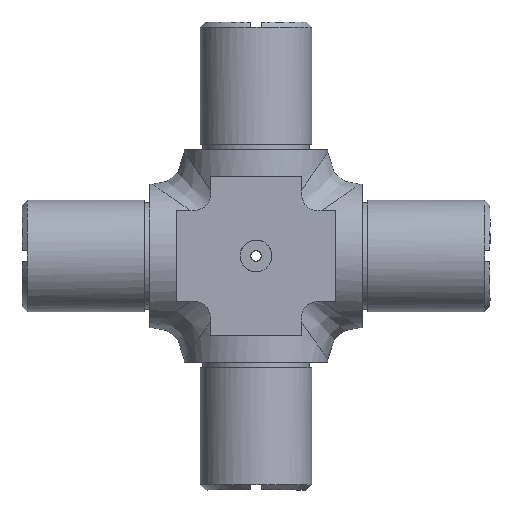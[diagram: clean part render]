
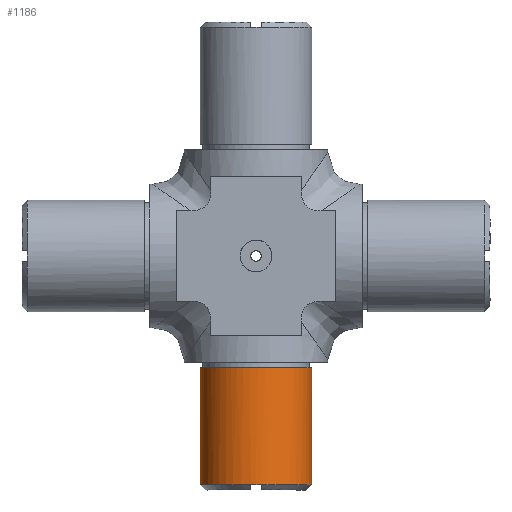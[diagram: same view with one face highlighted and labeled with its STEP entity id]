
A CAD part, front view. The second image highlights one B-rep face of the part: STEP entity #1186.
In plain terms, the highlighted free-form (B-spline) face has degree [2, 1] with [9, 2] control points.
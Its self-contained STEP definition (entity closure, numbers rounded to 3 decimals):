
#384 = VERTEX_POINT('',#385);
#385 = CARTESIAN_POINT('',(1.459,15.255,
    -62.758));
#406 = VERTEX_POINT('',#407);
#407 = CARTESIAN_POINT('',(1.459,-15.255,
    -62.758));
#428 = EDGE_CURVE('',#406,#429,#431,.T.);
#429 = VERTEX_POINT('',#430);
#430 = CARTESIAN_POINT('',(-1.459,-15.255,
    -62.758));
#431 = ( BOUNDED_CURVE() B_SPLINE_CURVE(2,(#432,#433,#434),
.UNSPECIFIED.,.F.,.F.) B_SPLINE_CURVE_WITH_KNOTS((3,3),(1.475,
1.666),.PIECEWISE_BEZIER_KNOTS.) CURVE() 
GEOMETRIC_REPRESENTATION_ITEM() RATIONAL_B_SPLINE_CURVE((1.,
0.995,1.)) REPRESENTATION_ITEM('') );
#432 = CARTESIAN_POINT('',(1.459,-15.255,
    -62.758));
#433 = CARTESIAN_POINT('',(0.,-15.395,
    -62.758));
#434 = CARTESIAN_POINT('',(-1.459,-15.255,
    -62.758));
#451 = VERTEX_POINT('',#452);
#452 = CARTESIAN_POINT('',(-1.459,15.255,
    -62.758));
#457 = EDGE_CURVE('',#451,#384,#458,.T.);
#458 = ( BOUNDED_CURVE() B_SPLINE_CURVE(2,(#459,#460,#461),
.UNSPECIFIED.,.F.,.F.) B_SPLINE_CURVE_WITH_KNOTS((3,3),(4.617,
4.808),.PIECEWISE_BEZIER_KNOTS.) CURVE() 
GEOMETRIC_REPRESENTATION_ITEM() RATIONAL_B_SPLINE_CURVE((1.,
0.995,1.)) REPRESENTATION_ITEM('') );
#459 = CARTESIAN_POINT('',(-1.459,15.255,
    -62.758));
#460 = CARTESIAN_POINT('',(0.,15.395,
    -62.758));
#461 = CARTESIAN_POINT('',(1.459,15.255,
    -62.758));
#1135 = EDGE_CURVE('',#429,#451,#1136,.T.);
#1136 = ( BOUNDED_CURVE() B_SPLINE_CURVE(2,(#1137,#1138,#1139,#1140,
#1141),.UNSPECIFIED.,.F.,.F.) B_SPLINE_CURVE_WITH_KNOTS((3,2,3),(
    1.666,3.142,4.617),
.PIECEWISE_BEZIER_KNOTS.) CURVE() GEOMETRIC_REPRESENTATION_ITEM() 
RATIONAL_B_SPLINE_CURVE((1.,0.74,1.,0.74,1.)) 
REPRESENTATION_ITEM('') );
#1137 = CARTESIAN_POINT('',(-1.459,-15.255,
    -62.758));
#1138 = CARTESIAN_POINT('',(-15.325,-13.928,
    -62.758));
#1139 = CARTESIAN_POINT('',(-15.325,0.,
    -62.758));
#1140 = CARTESIAN_POINT('',(-15.325,13.928,
    -62.758));
#1141 = CARTESIAN_POINT('',(-1.459,15.255,
    -62.758));
#1162 = EDGE_CURVE('',#384,#1163,#1165,.T.);
#1163 = VERTEX_POINT('',#1164);
#1164 = CARTESIAN_POINT('',(15.325,0.,
    -62.758));
#1165 = ( BOUNDED_CURVE() B_SPLINE_CURVE(2,(#1166,#1167,#1168),
.UNSPECIFIED.,.F.,.F.) B_SPLINE_CURVE_WITH_KNOTS((3,3),(4.808,
6.283),.PIECEWISE_BEZIER_KNOTS.) CURVE() 
GEOMETRIC_REPRESENTATION_ITEM() RATIONAL_B_SPLINE_CURVE((1.,
0.74,1.)) REPRESENTATION_ITEM('') );
#1166 = CARTESIAN_POINT('',(1.459,15.255,
    -62.758));
#1167 = CARTESIAN_POINT('',(15.325,13.928,
    -62.758));
#1168 = CARTESIAN_POINT('',(15.325,0.,
    -62.758));
#1170 = EDGE_CURVE('',#1163,#406,#1171,.T.);
#1171 = ( BOUNDED_CURVE() B_SPLINE_CURVE(2,(#1172,#1173,#1174),
.UNSPECIFIED.,.F.,.F.) B_SPLINE_CURVE_WITH_KNOTS((3,3),(0.,
1.475),.PIECEWISE_BEZIER_KNOTS.) CURVE() 
GEOMETRIC_REPRESENTATION_ITEM() RATIONAL_B_SPLINE_CURVE((1.,
0.74,1.)) REPRESENTATION_ITEM('') );
#1172 = CARTESIAN_POINT('',(15.325,0.,-62.758));
#1173 = CARTESIAN_POINT('',(15.325,-13.928,
    -62.758));
#1174 = CARTESIAN_POINT('',(1.459,-15.255,
    -62.758));
#1186 = ADVANCED_FACE('',(#1187),#1212,.T.);
#1187 = FACE_BOUND('',#1188,.T.);
#1188 = EDGE_LOOP('',(#1189,#1201,#1206,#1207,#1208,#1209,#1210,#1211));
#1189 = ORIENTED_EDGE('',*,*,#1190,.F.);
#1190 = EDGE_CURVE('',#1191,#1191,#1193,.T.);
#1191 = VERTEX_POINT('',#1192);
#1192 = CARTESIAN_POINT('',(15.325,0.,
    -30.649));
#1193 = ( BOUNDED_CURVE() B_SPLINE_CURVE(2,(#1194,#1195,#1196,#1197,
#1198,#1199,#1200),.UNSPECIFIED.,.T.,.F.) B_SPLINE_CURVE_WITH_KNOTS((1,2
    ,2,2,2,1),(-2.094,0.,2.094,4.189,
6.283,8.378),.UNSPECIFIED.) CURVE() 
GEOMETRIC_REPRESENTATION_ITEM() RATIONAL_B_SPLINE_CURVE((1.,0.5,1.,0.5,
1.,0.5,1.)) REPRESENTATION_ITEM('') );
#1194 = CARTESIAN_POINT('',(15.325,0.,-30.649));
#1195 = CARTESIAN_POINT('',(15.325,26.543,
    -30.649));
#1196 = CARTESIAN_POINT('',(-7.662,13.272,
    -30.649));
#1197 = CARTESIAN_POINT('',(-30.649,0.,
    -30.649));
#1198 = CARTESIAN_POINT('',(-7.662,-13.272,
    -30.649));
#1199 = CARTESIAN_POINT('',(15.325,-26.543,
    -30.649));
#1200 = CARTESIAN_POINT('',(15.325,0.,-30.649));
#1201 = ORIENTED_EDGE('',*,*,#1202,.T.);
#1202 = EDGE_CURVE('',#1191,#1163,#1203,.T.);
#1203 = B_SPLINE_CURVE_WITH_KNOTS('',1,(#1204,#1205),.UNSPECIFIED.,.F.,
  .F.,(2,2),(-11.5,10.5),.PIECEWISE_BEZIER_KNOTS.);
#1204 = CARTESIAN_POINT('',(15.325,0.,
    -30.649));
#1205 = CARTESIAN_POINT('',(15.325,0.,
    -62.758));
#1206 = ORIENTED_EDGE('',*,*,#1162,.F.);
#1207 = ORIENTED_EDGE('',*,*,#457,.F.);
#1208 = ORIENTED_EDGE('',*,*,#1135,.F.);
#1209 = ORIENTED_EDGE('',*,*,#428,.F.);
#1210 = ORIENTED_EDGE('',*,*,#1170,.F.);
#1211 = ORIENTED_EDGE('',*,*,#1202,.F.);
#1212 = ( BOUNDED_SURFACE() B_SPLINE_SURFACE(2,1,(
    (#1213,#1214)
    ,(#1215,#1216)
    ,(#1217,#1218)
    ,(#1219,#1220)
    ,(#1221,#1222)
    ,(#1223,#1224)
    ,(#1225,#1226)
    ,(#1227,#1228)
    ,(#1229,#1230
)),.UNSPECIFIED.,.T.,.F.,.F.) B_SPLINE_SURFACE_WITH_KNOTS((3,2,2,2,3),(2
    ,2),(-3.142,-2.094,0.,2.094,3.142)
,(-10.5,11.5),.UNSPECIFIED.) GEOMETRIC_REPRESENTATION_ITEM() 
RATIONAL_B_SPLINE_SURFACE((
    (0.75,0.75)
    ,(0.75,0.75)
    ,(1.,1.)
    ,(0.5,0.5)
    ,(1.,1.)
    ,(0.5,0.5)
    ,(1.,1.)
    ,(0.75,0.75)
,(0.75,0.75))) REPRESENTATION_ITEM('') SURFACE() );
#1213 = CARTESIAN_POINT('',(15.325,0.,-62.758));
#1214 = CARTESIAN_POINT('',(15.325,0.,-30.649));
#1215 = CARTESIAN_POINT('',(15.325,8.848,
    -62.758));
#1216 = CARTESIAN_POINT('',(15.325,8.848,
    -30.649));
#1217 = CARTESIAN_POINT('',(7.662,13.272,
    -62.758));
#1218 = CARTESIAN_POINT('',(7.662,13.272,
    -30.649));
#1219 = CARTESIAN_POINT('',(-15.325,26.543,
    -62.758));
#1220 = CARTESIAN_POINT('',(-15.325,26.543,
    -30.649));
#1221 = CARTESIAN_POINT('',(-15.325,0.,-62.758));
#1222 = CARTESIAN_POINT('',(-15.325,0.,-30.649));
#1223 = CARTESIAN_POINT('',(-15.325,-26.543,
    -62.758));
#1224 = CARTESIAN_POINT('',(-15.325,-26.543,
    -30.649));
#1225 = CARTESIAN_POINT('',(7.662,-13.272,
    -62.758));
#1226 = CARTESIAN_POINT('',(7.662,-13.272,
    -30.649));
#1227 = CARTESIAN_POINT('',(15.325,-8.848,
    -62.758));
#1228 = CARTESIAN_POINT('',(15.325,-8.848,
    -30.649));
#1229 = CARTESIAN_POINT('',(15.325,0.,-62.758));
#1230 = CARTESIAN_POINT('',(15.325,0.,-30.649));
